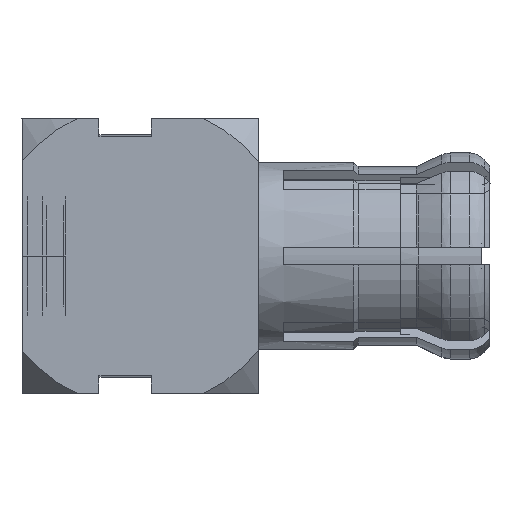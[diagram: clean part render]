
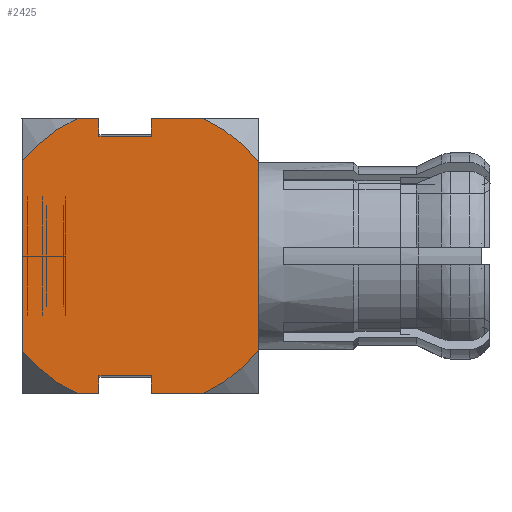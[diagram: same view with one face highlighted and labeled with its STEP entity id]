
A CAD part, left-side view. The second image highlights one B-rep face of the part: STEP entity #2425.
In plain terms, the highlighted face is planar.
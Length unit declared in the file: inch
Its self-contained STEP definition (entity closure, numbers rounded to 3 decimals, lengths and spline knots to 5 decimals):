
#118 = LINE ( 'NONE', #1478, #2716 ) ;
#155 = ORIENTED_EDGE ( 'NONE', *, *, #5341, .T. ) ;
#167 = VERTEX_POINT ( 'NONE', #1421 ) ;
#225 = FACE_OUTER_BOUND ( 'NONE', #7077, .T. ) ;
#230 = VECTOR ( 'NONE', #3262, 39.37008 ) ;
#239 = VECTOR ( 'NONE', #8277, 39.37008 ) ;
#271 = EDGE_CURVE ( 'NONE', #7098, #1098, #8561, .T. ) ;
#331 = CARTESIAN_POINT ( 'NONE',  ( 0.04134, 0.09843, 0.08563 ) ) ;
#332 = CIRCLE ( 'NONE', #7520, 0.10827 ) ;
#392 = CARTESIAN_POINT ( 'NONE',  ( -0.07283, 0.09843, 0.06751 ) ) ;
#514 = CARTESIAN_POINT ( 'NONE',  ( 0.04134, 0.09843, -0.09843 ) ) ;
#553 = EDGE_CURVE ( 'NONE', #4765, #7098, #6255, .T. ) ;
#630 = LINE ( 'NONE', #2830, #8873 ) ;
#657 = EDGE_CURVE ( 'NONE', #4765, #7603, #2392, .T. ) ;
#661 = VERTEX_POINT ( 'NONE', #8774 ) ;
#700 = DIRECTION ( 'NONE',  ( 0., 0., -1. ) ) ;
#717 = EDGE_CURVE ( 'NONE', #1689, #167, #3774, .T. ) ;
#779 = ORIENTED_EDGE ( 'NONE', *, *, #271, .T. ) ;
#788 = VERTEX_POINT ( 'NONE', #392 ) ;
#797 = AXIS2_PLACEMENT_3D ( 'NONE', #5873, #2451, #2498 ) ;
#811 = DIRECTION ( 'NONE',  ( 1., 0., 0. ) ) ;
#843 = DIRECTION ( 'NONE',  ( -1., 0., 0. ) ) ;
#882 = VECTOR ( 'NONE', #7988, 39.37008 ) ;
#905 = DIRECTION ( 'NONE',  ( 0., 1., 0. ) ) ;
#949 = CARTESIAN_POINT ( 'NONE',  ( 0.04134, 0.09843, 0.09843 ) ) ;
#1059 = EDGE_CURVE ( 'NONE', #5344, #167, #630, .T. ) ;
#1093 = LINE ( 'NONE', #4317, #6857 ) ;
#1097 = DIRECTION ( 'NONE',  ( -1., 0., 0. ) ) ;
#1098 = VERTEX_POINT ( 'NONE', #4146 ) ;
#1286 = EDGE_CURVE ( 'NONE', #4960, #7907, #2686, .T. ) ;
#1352 = EDGE_CURVE ( 'NONE', #661, #4310, #4710, .T. ) ;
#1421 = CARTESIAN_POINT ( 'NONE',  ( 0.00394, 0.09843, 0.09843 ) ) ;
#1478 = CARTESIAN_POINT ( 'NONE',  ( 0.09646, 0.09843, -0.09843 ) ) ;
#1606 = CARTESIAN_POINT ( 'NONE',  ( 0.00394, 0.09843, 0.09843 ) ) ;
#1619 = AXIS2_PLACEMENT_3D ( 'NONE', #5767, #905, #6445 ) ;
#1646 = EDGE_CURVE ( 'NONE', #7603, #1689, #7695, .T. ) ;
#1689 = VERTEX_POINT ( 'NONE', #6850 ) ;
#1739 = DIRECTION ( 'NONE',  ( 0., 0., -1. ) ) ;
#1806 = VECTOR ( 'NONE', #5252, 39.37008 ) ;
#1828 = EDGE_CURVE ( 'NONE', #6586, #3756, #1093, .T. ) ;
#1933 = CARTESIAN_POINT ( 'NONE',  ( 0.00394, 0.09843, -0.09843 ) ) ;
#2301 = PLANE ( 'NONE',  #1619 ) ;
#2392 = LINE ( 'NONE', #5141, #4559 ) ;
#2404 = ORIENTED_EDGE ( 'NONE', *, *, #1646, .F. ) ;
#2425 = ADVANCED_FACE ( 'NONE', ( #225 ), #2301, .T. ) ;
#2451 = DIRECTION ( 'NONE',  ( 0., 1., 0. ) ) ;
#2498 = DIRECTION ( 'NONE',  ( 0., 0., -1. ) ) ;
#2686 = LINE ( 'NONE', #514, #230 ) ;
#2716 = VECTOR ( 'NONE', #843, 39.37008 ) ;
#2830 = CARTESIAN_POINT ( 'NONE',  ( 0.09646, 0.09843, 0.09843 ) ) ;
#2883 = CARTESIAN_POINT ( 'NONE',  ( 0.01181, 0.09843, 0. ) ) ;
#2922 = CARTESIAN_POINT ( 'NONE',  ( 0.00394, 0.09843, 0.08563 ) ) ;
#3112 = VECTOR ( 'NONE', #811, 39.37008 ) ;
#3193 = VECTOR ( 'NONE', #1097, 39.37008 ) ;
#3262 = DIRECTION ( 'NONE',  ( 0., 0., 1. ) ) ;
#3475 = VECTOR ( 'NONE', #700, 39.37008 ) ;
#3578 = CARTESIAN_POINT ( 'NONE',  ( -0.07283, 0.09843, -0.09843 ) ) ;
#3609 = DIRECTION ( 'NONE',  ( 0., 0., -1. ) ) ;
#3634 = ORIENTED_EDGE ( 'NONE', *, *, #7384, .T. ) ;
#3756 = VERTEX_POINT ( 'NONE', #1933 ) ;
#3774 = LINE ( 'NONE', #1606, #5421 ) ;
#4082 = CARTESIAN_POINT ( 'NONE',  ( 0.05692, 0.09843, -0.09843 ) ) ;
#4117 = ORIENTED_EDGE ( 'NONE', *, *, #7001, .T. ) ;
#4146 = CARTESIAN_POINT ( 'NONE',  ( 0.09646, 0.09843, 0.06751 ) ) ;
#4310 = VERTEX_POINT ( 'NONE', #5256 ) ;
#4317 = CARTESIAN_POINT ( 'NONE',  ( 0.00394, 0.09843, -0.09843 ) ) ;
#4445 = DIRECTION ( 'NONE',  ( 0., 0., 1. ) ) ;
#4475 = AXIS2_PLACEMENT_3D ( 'NONE', #8662, #5918, #1739 ) ;
#4476 = CARTESIAN_POINT ( 'NONE',  ( 0.01181, 0.09843, 0. ) ) ;
#4519 = ORIENTED_EDGE ( 'NONE', *, *, #8076, .T. ) ;
#4535 = EDGE_CURVE ( 'NONE', #788, #5344, #332, .T. ) ;
#4559 = VECTOR ( 'NONE', #7869, 39.37008 ) ;
#4625 = CARTESIAN_POINT ( 'NONE',  ( 0.09646, 0.09843, -0.09843 ) ) ;
#4710 = CIRCLE ( 'NONE', #5856, 0.10827 ) ;
#4765 = VERTEX_POINT ( 'NONE', #949 ) ;
#4941 = CARTESIAN_POINT ( 'NONE',  ( 0.04134, 0.09843, -0.09843 ) ) ;
#4960 = VERTEX_POINT ( 'NONE', #4941 ) ;
#5059 = ORIENTED_EDGE ( 'NONE', *, *, #1286, .T. ) ;
#5141 = CARTESIAN_POINT ( 'NONE',  ( 0.04134, 0.09843, 0.08563 ) ) ;
#5147 = ORIENTED_EDGE ( 'NONE', *, *, #1059, .T. ) ;
#5230 = CARTESIAN_POINT ( 'NONE',  ( 0.04134, 0.09843, -0.08563 ) ) ;
#5252 = DIRECTION ( 'NONE',  ( -1., 0., 0. ) ) ;
#5256 = CARTESIAN_POINT ( 'NONE',  ( -0.07283, 0.09843, -0.06751 ) ) ;
#5304 = ORIENTED_EDGE ( 'NONE', *, *, #8704, .T. ) ;
#5341 = EDGE_CURVE ( 'NONE', #6728, #6543, #6907, .T. ) ;
#5344 = VERTEX_POINT ( 'NONE', #8616 ) ;
#5421 = VECTOR ( 'NONE', #4445, 39.37008 ) ;
#5431 = CARTESIAN_POINT ( 'NONE',  ( 0.09646, 0.09843, -0.08563 ) ) ;
#5535 = DIRECTION ( 'NONE',  ( 1., 0., 0. ) ) ;
#5548 = ORIENTED_EDGE ( 'NONE', *, *, #553, .T. ) ;
#5636 = CARTESIAN_POINT ( 'NONE',  ( 0.00394, 0.09843, -0.08563 ) ) ;
#5767 = CARTESIAN_POINT ( 'NONE',  ( 0.09646, 0.09843, -0.09843 ) ) ;
#5856 = AXIS2_PLACEMENT_3D ( 'NONE', #2883, #6352, #3609 ) ;
#5873 = CARTESIAN_POINT ( 'NONE',  ( 0.01181, 0.09843, 0. ) ) ;
#5918 = DIRECTION ( 'NONE',  ( 0., 1., 0. ) ) ;
#5923 = LINE ( 'NONE', #4625, #882 ) ;
#6145 = CARTESIAN_POINT ( 'NONE',  ( 0.09646, 0.09843, -0.06751 ) ) ;
#6175 = EDGE_CURVE ( 'NONE', #788, #4310, #6959, .T. ) ;
#6255 = LINE ( 'NONE', #6978, #3112 ) ;
#6352 = DIRECTION ( 'NONE',  ( 0., 1., 0. ) ) ;
#6445 = DIRECTION ( 'NONE',  ( -1., 0., 0. ) ) ;
#6501 = DIRECTION ( 'NONE',  ( 0., 0., -1. ) ) ;
#6543 = VERTEX_POINT ( 'NONE', #4082 ) ;
#6586 = VERTEX_POINT ( 'NONE', #5636 ) ;
#6728 = VERTEX_POINT ( 'NONE', #6145 ) ;
#6775 = LINE ( 'NONE', #5431, #1806 ) ;
#6850 = CARTESIAN_POINT ( 'NONE',  ( 0.00394, 0.09843, 0.08563 ) ) ;
#6857 = VECTOR ( 'NONE', #8642, 39.37008 ) ;
#6907 = CIRCLE ( 'NONE', #4475, 0.10827 ) ;
#6959 = LINE ( 'NONE', #3578, #3475 ) ;
#6978 = CARTESIAN_POINT ( 'NONE',  ( 0.09646, 0.09843, 0.09843 ) ) ;
#7001 = EDGE_CURVE ( 'NONE', #6543, #4960, #7341, .T. ) ;
#7077 = EDGE_LOOP ( 'NONE', ( #4519, #7229, #8350, #8903, #5147, #8002, #2404, #7211, #5548, #779, #3634, #155, #4117, #5059, #5304, #7159 ) ) ;
#7098 = VERTEX_POINT ( 'NONE', #8602 ) ;
#7123 = DIRECTION ( 'NONE',  ( 0., 1., 0. ) ) ;
#7159 = ORIENTED_EDGE ( 'NONE', *, *, #1828, .T. ) ;
#7211 = ORIENTED_EDGE ( 'NONE', *, *, #657, .F. ) ;
#7229 = ORIENTED_EDGE ( 'NONE', *, *, #1352, .T. ) ;
#7341 = LINE ( 'NONE', #8012, #3193 ) ;
#7384 = EDGE_CURVE ( 'NONE', #1098, #6728, #5923, .T. ) ;
#7520 = AXIS2_PLACEMENT_3D ( 'NONE', #4476, #7123, #6501 ) ;
#7603 = VERTEX_POINT ( 'NONE', #331 ) ;
#7695 = LINE ( 'NONE', #2922, #239 ) ;
#7869 = DIRECTION ( 'NONE',  ( 0., 0., -1. ) ) ;
#7907 = VERTEX_POINT ( 'NONE', #5230 ) ;
#7988 = DIRECTION ( 'NONE',  ( 0., 0., -1. ) ) ;
#8002 = ORIENTED_EDGE ( 'NONE', *, *, #717, .F. ) ;
#8012 = CARTESIAN_POINT ( 'NONE',  ( 0.09646, 0.09843, -0.09843 ) ) ;
#8076 = EDGE_CURVE ( 'NONE', #3756, #661, #118, .T. ) ;
#8277 = DIRECTION ( 'NONE',  ( -1., 0., 0. ) ) ;
#8350 = ORIENTED_EDGE ( 'NONE', *, *, #6175, .F. ) ;
#8561 = CIRCLE ( 'NONE', #797, 0.10827 ) ;
#8602 = CARTESIAN_POINT ( 'NONE',  ( 0.05692, 0.09843, 0.09843 ) ) ;
#8616 = CARTESIAN_POINT ( 'NONE',  ( -0.03329, 0.09843, 0.09843 ) ) ;
#8642 = DIRECTION ( 'NONE',  ( 0., 0., -1. ) ) ;
#8662 = CARTESIAN_POINT ( 'NONE',  ( 0.01181, 0.09843, 0. ) ) ;
#8704 = EDGE_CURVE ( 'NONE', #7907, #6586, #6775, .T. ) ;
#8774 = CARTESIAN_POINT ( 'NONE',  ( -0.03329, 0.09843, -0.09843 ) ) ;
#8873 = VECTOR ( 'NONE', #5535, 39.37008 ) ;
#8903 = ORIENTED_EDGE ( 'NONE', *, *, #4535, .T. ) ;
